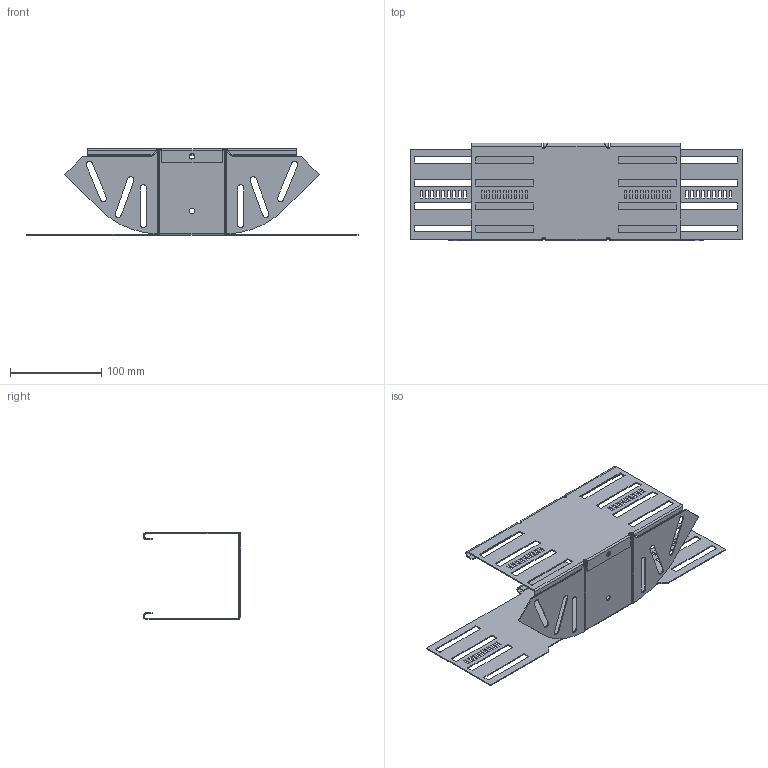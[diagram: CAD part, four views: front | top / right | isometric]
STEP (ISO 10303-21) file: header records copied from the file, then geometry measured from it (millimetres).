
FILE_DESCRIPTION (( 'STEP AP214' ), '1' );
FILE_NAME ('6037320.STEP', '2024-10-25T07:00:56', ( '' ), ( '' ), 'SwSTEP 2.0', 'SolidWorks 2024', '' );
FILE_SCHEMA (( 'AUTOMOTIVE_DESIGN' ));
Length unit declared in the file: millimetre
Products named in the file (3): 167655_110x0°; 6037320; 181531_100
Assembly tree (2 placements, depth 2):
  6037320
    181531_100
    167655_110x0°
Bounding box: 364 x 107 x 95 mm (x, y, z)
Volume: 80266.5 mm3; surface area: 154899.1 mm2
Topology: 2 solids, 2 shells, 450 faces, 1242 edges, 796 vertices
Faces by surface type: plane 314, cylinder 126, bspline 10
Entity records: 14720 total; most frequent: CARTESIAN_POINT 2861, ORIENTED_EDGE 2484, DIRECTION 2324, EDGE_CURVE 1242, LINE 970, VECTOR 970, VERTEX_POINT 796, AXIS2_PLACEMENT_3D 677
